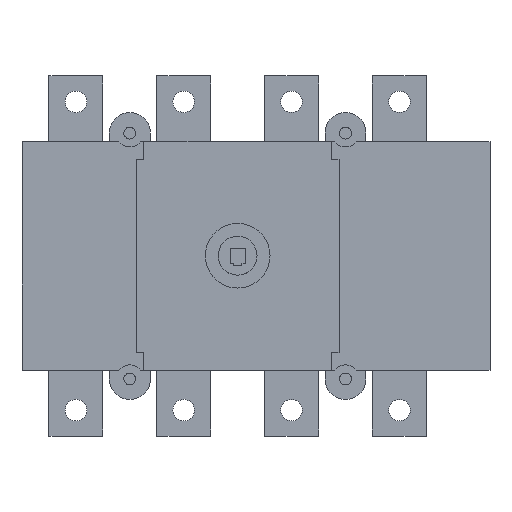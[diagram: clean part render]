
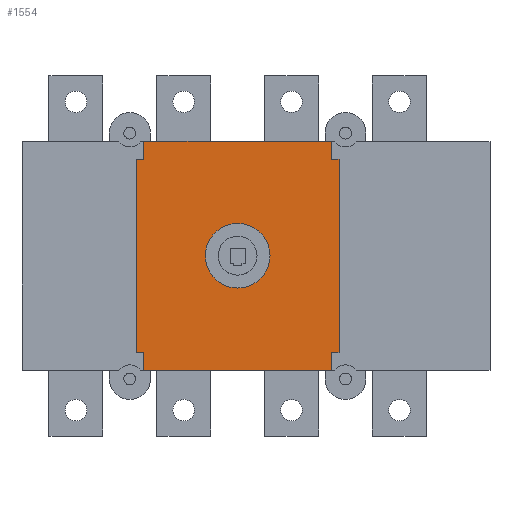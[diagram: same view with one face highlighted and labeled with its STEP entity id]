
A CAD part, top view. The second image highlights one B-rep face of the part: STEP entity #1554.
In plain terms, the highlighted planar face has unit normal (0, 0, 1).
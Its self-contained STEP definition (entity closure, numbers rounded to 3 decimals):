
#63=PLANE('',#2284);
#133=FACE_BOUND('',#355,.T.);
#217=FACE_OUTER_BOUND('',#354,.T.);
#354=EDGE_LOOP('',(#1202,#1203,#1204,#1205,#1206,#1207,#1208,#1209,#1210,
#1211,#1212,#1213));
#355=EDGE_LOOP('',(#1214));
#484=VERTEX_POINT('',#3125);
#485=VERTEX_POINT('',#3127);
#540=VERTEX_POINT('',#3242);
#541=VERTEX_POINT('',#3244);
#559=VERTEX_POINT('',#3304);
#560=VERTEX_POINT('',#3308);
#561=VERTEX_POINT('',#3312);
#562=VERTEX_POINT('',#3316);
#563=VERTEX_POINT('',#3322);
#564=VERTEX_POINT('',#3326);
#565=VERTEX_POINT('',#3330);
#566=VERTEX_POINT('',#3334);
#584=VERTEX_POINT('',#3391);
#688=EDGE_CURVE('',#484,#485,#1776,.T.);
#744=EDGE_CURVE('',#540,#541,#1832,.T.);
#778=EDGE_CURVE('',#559,#540,#1858,.T.);
#780=EDGE_CURVE('',#560,#559,#1860,.T.);
#782=EDGE_CURVE('',#561,#560,#1862,.T.);
#784=EDGE_CURVE('',#562,#561,#1864,.T.);
#785=EDGE_CURVE('',#485,#562,#1865,.T.);
#787=EDGE_CURVE('',#563,#484,#1867,.T.);
#789=EDGE_CURVE('',#564,#563,#1869,.T.);
#791=EDGE_CURVE('',#565,#564,#1871,.T.);
#793=EDGE_CURVE('',#566,#565,#1873,.T.);
#794=EDGE_CURVE('',#541,#566,#1874,.T.);
#820=EDGE_CURVE('',#584,#584,#1642,.T.);
#1202=ORIENTED_EDGE('',*,*,#794,.F.);
#1203=ORIENTED_EDGE('',*,*,#744,.F.);
#1204=ORIENTED_EDGE('',*,*,#778,.F.);
#1205=ORIENTED_EDGE('',*,*,#780,.F.);
#1206=ORIENTED_EDGE('',*,*,#782,.F.);
#1207=ORIENTED_EDGE('',*,*,#784,.F.);
#1208=ORIENTED_EDGE('',*,*,#785,.F.);
#1209=ORIENTED_EDGE('',*,*,#688,.F.);
#1210=ORIENTED_EDGE('',*,*,#787,.F.);
#1211=ORIENTED_EDGE('',*,*,#789,.F.);
#1212=ORIENTED_EDGE('',*,*,#791,.F.);
#1213=ORIENTED_EDGE('',*,*,#793,.F.);
#1214=ORIENTED_EDGE('',*,*,#820,.T.);
#1554=ADVANCED_FACE('',(#217,#133),#63,.T.);
#1642=CIRCLE('',#2278,15.);
#1776=LINE('',#3128,#2019);
#1832=LINE('',#3245,#2075);
#1858=LINE('',#3306,#2101);
#1860=LINE('',#3310,#2103);
#1862=LINE('',#3314,#2105);
#1864=LINE('',#3318,#2107);
#1865=LINE('',#3320,#2108);
#1867=LINE('',#3324,#2110);
#1869=LINE('',#3328,#2112);
#1871=LINE('',#3332,#2114);
#1873=LINE('',#3336,#2116);
#1874=LINE('',#3338,#2117);
#2019=VECTOR('',#2482,10.);
#2075=VECTOR('',#2548,10.);
#2101=VECTOR('',#2608,10.);
#2103=VECTOR('',#2612,10.);
#2105=VECTOR('',#2616,10.);
#2107=VECTOR('',#2620,10.);
#2108=VECTOR('',#2623,10.);
#2110=VECTOR('',#2627,10.);
#2112=VECTOR('',#2631,10.);
#2114=VECTOR('',#2635,10.);
#2116=VECTOR('',#2639,10.);
#2117=VECTOR('',#2642,10.);
#2278=AXIS2_PLACEMENT_3D('',#3392,#2689,#2690);
#2284=AXIS2_PLACEMENT_3D('',#3400,#2701,#2702);
#2482=DIRECTION('',(-1.,0.,0.));
#2548=DIRECTION('',(1.,0.,0.));
#2608=DIRECTION('',(0.,1.,0.));
#2612=DIRECTION('',(1.,0.,0.));
#2616=DIRECTION('',(0.,1.,0.));
#2620=DIRECTION('',(-1.,0.,0.));
#2623=DIRECTION('',(0.,1.,0.));
#2627=DIRECTION('',(0.,-1.,0.));
#2631=DIRECTION('',(-1.,0.,0.));
#2635=DIRECTION('',(0.,-1.,0.));
#2639=DIRECTION('',(1.,0.,0.));
#2642=DIRECTION('',(0.,-1.,0.));
#2689=DIRECTION('center_axis',(0.,0.,-1.));
#2690=DIRECTION('ref_axis',(-1.,0.,0.));
#2701=DIRECTION('center_axis',(0.,0.,1.));
#2702=DIRECTION('ref_axis',(1.,0.,0.));
#3125=CARTESIAN_POINT('',(143.5,-53.,87.8));
#3127=CARTESIAN_POINT('',(56.5,-53.,87.8));
#3128=CARTESIAN_POINT('',(143.5,-53.,87.8));
#3242=CARTESIAN_POINT('',(56.5,53.,87.8));
#3244=CARTESIAN_POINT('',(143.5,53.,87.8));
#3245=CARTESIAN_POINT('',(56.5,53.,87.8));
#3304=CARTESIAN_POINT('',(56.5,44.8,87.8));
#3306=CARTESIAN_POINT('',(56.5,44.8,87.8));
#3308=CARTESIAN_POINT('',(53.,44.8,87.8));
#3310=CARTESIAN_POINT('',(53.,44.8,87.8));
#3312=CARTESIAN_POINT('',(53.,-44.8,87.8));
#3314=CARTESIAN_POINT('',(53.,-44.8,87.8));
#3316=CARTESIAN_POINT('',(56.5,-44.8,87.8));
#3318=CARTESIAN_POINT('',(56.5,-44.8,87.8));
#3320=CARTESIAN_POINT('',(56.5,-53.,87.8));
#3322=CARTESIAN_POINT('',(143.5,-44.8,87.8));
#3324=CARTESIAN_POINT('',(143.5,-44.8,87.8));
#3326=CARTESIAN_POINT('',(147.,-44.8,87.8));
#3328=CARTESIAN_POINT('',(147.,-44.8,87.8));
#3330=CARTESIAN_POINT('',(147.,44.8,87.8));
#3332=CARTESIAN_POINT('',(147.,44.8,87.8));
#3334=CARTESIAN_POINT('',(143.5,44.8,87.8));
#3336=CARTESIAN_POINT('',(143.5,44.8,87.8));
#3338=CARTESIAN_POINT('',(143.5,53.,87.8));
#3391=CARTESIAN_POINT('',(115.,0.,87.8));
#3392=CARTESIAN_POINT('Origin',(100.,0.,87.8));
#3400=CARTESIAN_POINT('Origin',(100.,0.,87.8));
